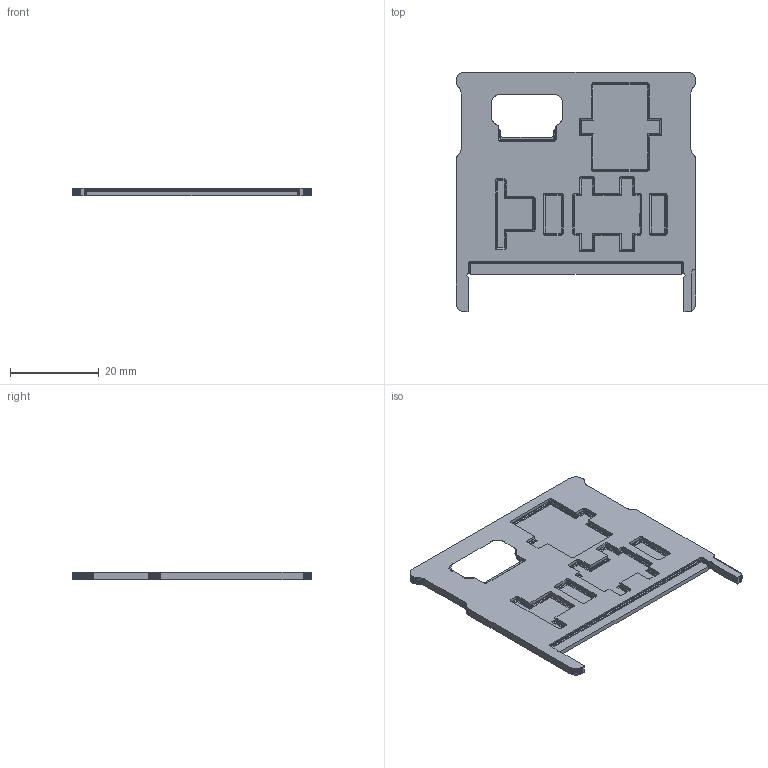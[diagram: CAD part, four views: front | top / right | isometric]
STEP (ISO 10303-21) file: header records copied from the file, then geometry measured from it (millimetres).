
FILE_DESCRIPTION(('FreeCAD Model'),'2;1');
FILE_NAME('Open CASCADE Shape Model','2023-02-02T01:50:53',(''),(''), 'Open CASCADE STEP processor 7.5','FreeCAD','Unknown');
FILE_SCHEMA(('AUTOMOTIVE_DESIGN { 1 0 10303 214 1 1 1 1 }'));
Length unit declared in the file: millimetre
Products named in the file (1): WP_2_IC_Card_Cover_MRAM_512_dish001001
Bounding box: 54 x 54 x 1.8 mm (x, y, z)
Surface area: 5335.7 mm2 (no closed solid volume)
Topology: 0 solids, 1 shells, 1956 faces, 3621 edges, 1672 vertices
Faces by surface type: plane 1956
Entity records: 44383 total; most frequent: DIRECTION 7535, CARTESIAN_POINT 7250, ORIENTED_EDGE 7242, EDGE_CURVE 3621, LINE 3621, VECTOR 3621, FACE_BOUND 1963, EDGE_LOOP 1963
